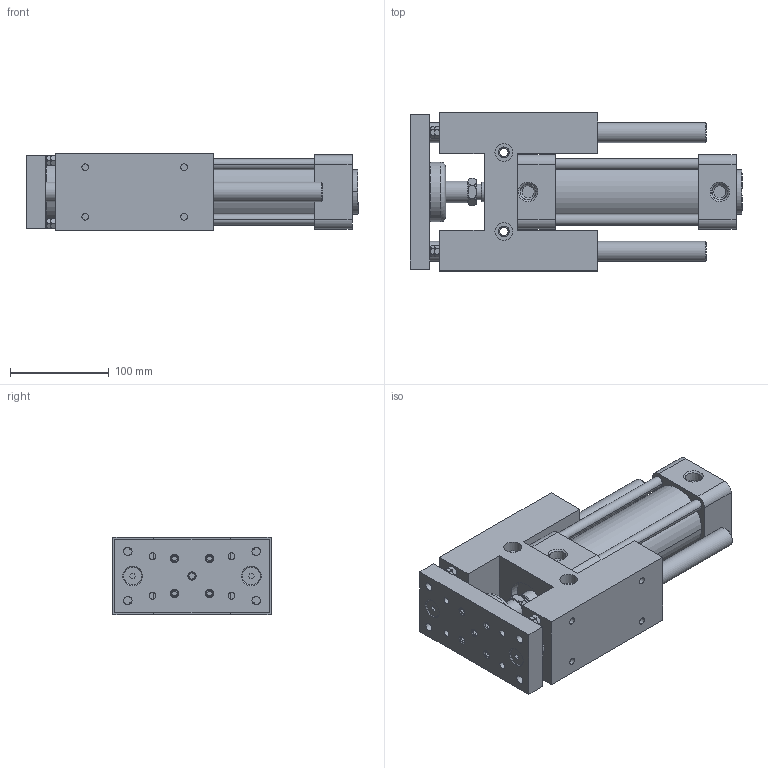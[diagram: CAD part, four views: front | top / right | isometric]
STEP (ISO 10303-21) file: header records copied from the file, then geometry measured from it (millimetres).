
FILE_DESCRIPTION((''),'2;1');
FILE_NAME('MGC063X100L.STEP','2012-11-22T14:42:18',('Administrator'),(''),'CADlook_v9.0','Cimatron E 8.0','');
FILE_SCHEMA(('AUTOMOTIVE_DESIGN { 1 2 10303 214 0 1 1 1 }'));
Length unit declared in the file: millimetre
Bounding box: 336 x 160 x 78 mm (x, y, z)
Volume: 2530902.9 mm3; surface area: 299578.2 mm2
Topology: 2 solids, 2 shells, 353 faces, 964 edges, 668 vertices
Faces by surface type: plane 153, torus 109, cylinder 72, cone 19
Full cylindrical faces by diameter (mm): 6 x4, 6.8 x16, 8.5 x2, 8.6 x4, 11 x2, 18 x2, 20 x4, 22 x1, 45 x1, 60 x1
Entity records: 17988 total; most frequent: CARTESIAN_POINT 6341, ORIENTED_EDGE 1818, DIRECTION 1745, EDGE_CURVE 909, AXIS2_PLACEMENT_3D 698, VERTEX_POINT 668, EDGE_LOOP 493, COLOUR_RGB 355
